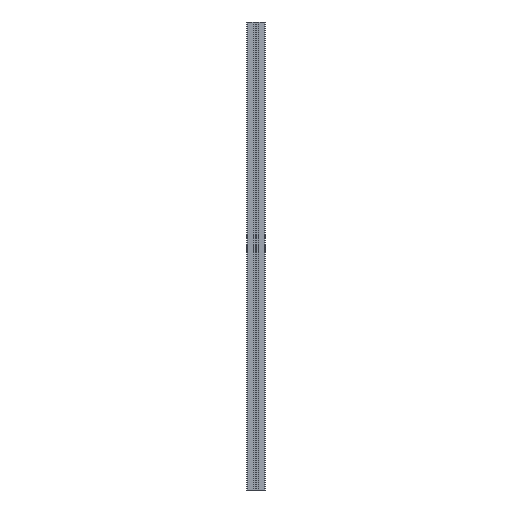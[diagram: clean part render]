
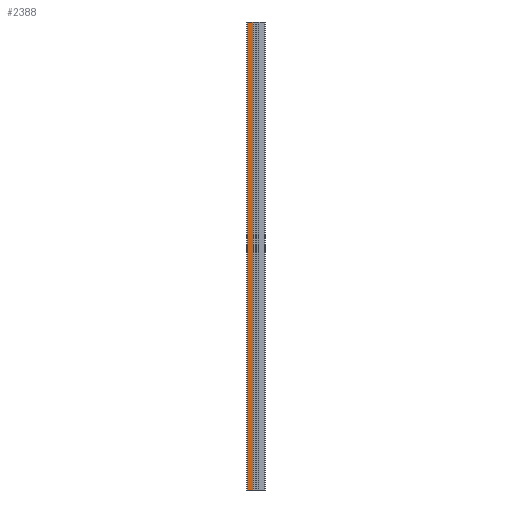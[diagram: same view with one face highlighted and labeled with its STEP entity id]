
A CAD part, left-side view. The second image highlights one B-rep face of the part: STEP entity #2388.
In plain terms, the highlighted planar face has unit normal (-1, 0, 0).
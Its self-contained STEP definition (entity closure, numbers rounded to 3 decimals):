
#300 = LINE ( 'NONE', #16165, #24411 ) ;
#631 = EDGE_CURVE ( 'NONE', #28184, #17750, #27307, .T. ) ;
#984 = CARTESIAN_POINT ( 'NONE',  ( -20., 6.325, 0. ) ) ;
#1572 = CARTESIAN_POINT ( 'NONE',  ( -20., 6.325, -1000. ) ) ;
#2388 = ADVANCED_FACE ( 'NONE', ( #17414 ), #30056, .T. ) ;
#3245 = VECTOR ( 'NONE', #3431, 1000. ) ;
#3431 = DIRECTION ( 'NONE',  ( 0., 0., -1. ) ) ;
#3767 = EDGE_CURVE ( 'NONE', #17750, #15384, #10436, .T. ) ;
#4239 = VECTOR ( 'NONE', #7360, 1000. ) ;
#4882 = CARTESIAN_POINT ( 'NONE',  ( -20., 18., -1000. ) ) ;
#6346 = CARTESIAN_POINT ( 'NONE',  ( -20., 20., -1000. ) ) ;
#6590 = VECTOR ( 'NONE', #29099, 1000. ) ;
#6894 = DIRECTION ( 'NONE',  ( 0., 1., 0. ) ) ;
#6905 = VERTEX_POINT ( 'NONE', #21423 ) ;
#7120 = AXIS2_PLACEMENT_3D ( 'NONE', #7285, #20318, #21866 ) ;
#7285 = CARTESIAN_POINT ( 'NONE',  ( -20., 20., -1000. ) ) ;
#7309 = LINE ( 'NONE', #12791, #6590 ) ;
#7360 = DIRECTION ( 'NONE',  ( 0., 1., 0. ) ) ;
#8076 = EDGE_LOOP ( 'NONE', ( #12479, #25877, #20170, #20833 ) ) ;
#10436 = LINE ( 'NONE', #6346, #4239 ) ;
#12479 = ORIENTED_EDGE ( 'NONE', *, *, #24364, .T. ) ;
#12791 = CARTESIAN_POINT ( 'NONE',  ( -20., 18., -1000. ) ) ;
#15384 = VERTEX_POINT ( 'NONE', #4882 ) ;
#16165 = CARTESIAN_POINT ( 'NONE',  ( -20., 20., 0. ) ) ;
#17414 = FACE_OUTER_BOUND ( 'NONE', #8076, .T. ) ;
#17750 = VERTEX_POINT ( 'NONE', #26462 ) ;
#20170 = ORIENTED_EDGE ( 'NONE', *, *, #3767, .F. ) ;
#20318 = DIRECTION ( 'NONE',  ( -1., 0., 0. ) ) ;
#20833 = ORIENTED_EDGE ( 'NONE', *, *, #631, .F. ) ;
#21423 = CARTESIAN_POINT ( 'NONE',  ( -20., 18., 0. ) ) ;
#21866 = DIRECTION ( 'NONE',  ( 0., 1., 0. ) ) ;
#22547 = EDGE_CURVE ( 'NONE', #6905, #15384, #7309, .T. ) ;
#24364 = EDGE_CURVE ( 'NONE', #28184, #6905, #300, .T. ) ;
#24411 = VECTOR ( 'NONE', #6894, 1000. ) ;
#25877 = ORIENTED_EDGE ( 'NONE', *, *, #22547, .T. ) ;
#26462 = CARTESIAN_POINT ( 'NONE',  ( -20., 6.325, -1000. ) ) ;
#27307 = LINE ( 'NONE', #1572, #3245 ) ;
#28184 = VERTEX_POINT ( 'NONE', #984 ) ;
#29099 = DIRECTION ( 'NONE',  ( 0., 0., -1. ) ) ;
#30056 = PLANE ( 'NONE',  #7120 ) ;
